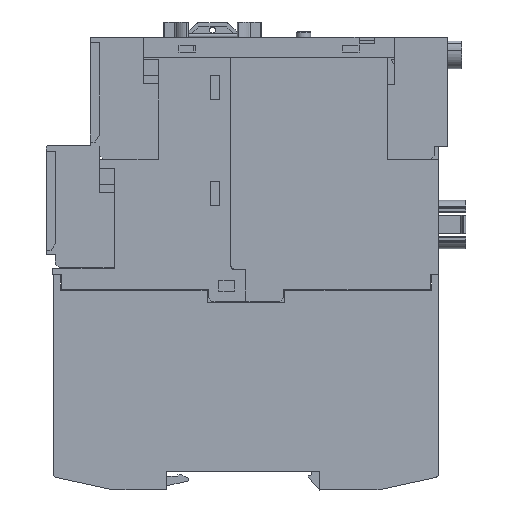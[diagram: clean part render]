
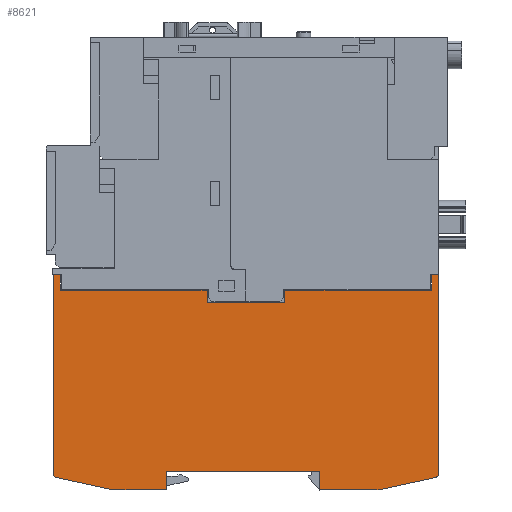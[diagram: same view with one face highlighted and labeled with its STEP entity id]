
A CAD part, left-side view. The second image highlights one B-rep face of the part: STEP entity #8621.
In plain terms, the highlighted planar face has unit normal (-1, 0, 0).
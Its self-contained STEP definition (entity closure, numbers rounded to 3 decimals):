
#8621=ADVANCED_FACE('',(#17887),#17888,.F.);
#17887=FACE_OUTER_BOUND('',#27668,.T.);
#17888=PLANE('',#27669);
#27668=EDGE_LOOP('',(#55434,#55435,#55436,#55437,#55438,#55439,#55440,#55441,#55442,#55443,#55444,#55445,#55446,#55447,#55448,#55449,#55450,#55451,#55452,#55453,#55454,#55455,#55456,#55457));
#27669=AXIS2_PLACEMENT_3D('',#55458,#55459,#55460);
#55434=ORIENTED_EDGE('',*,*,#68412,.T.);
#55435=ORIENTED_EDGE('',*,*,#68369,.T.);
#55436=ORIENTED_EDGE('',*,*,#70072,.T.);
#55437=ORIENTED_EDGE('',*,*,#70073,.T.);
#55438=ORIENTED_EDGE('',*,*,#70074,.T.);
#55439=ORIENTED_EDGE('',*,*,#70075,.T.);
#55440=ORIENTED_EDGE('',*,*,#70076,.T.);
#55441=ORIENTED_EDGE('',*,*,#70077,.T.);
#55442=ORIENTED_EDGE('',*,*,#70078,.T.);
#55443=ORIENTED_EDGE('',*,*,#70079,.T.);
#55444=ORIENTED_EDGE('',*,*,#70080,.T.);
#55445=ORIENTED_EDGE('',*,*,#70081,.T.);
#55446=ORIENTED_EDGE('',*,*,#70082,.T.);
#55447=ORIENTED_EDGE('',*,*,#70083,.F.);
#55448=ORIENTED_EDGE('',*,*,#70084,.T.);
#55449=ORIENTED_EDGE('',*,*,#70085,.T.);
#55450=ORIENTED_EDGE('',*,*,#70086,.T.);
#55451=ORIENTED_EDGE('',*,*,#70087,.T.);
#55452=ORIENTED_EDGE('',*,*,#70088,.T.);
#55453=ORIENTED_EDGE('',*,*,#70089,.T.);
#55454=ORIENTED_EDGE('',*,*,#70090,.T.);
#55455=ORIENTED_EDGE('',*,*,#70091,.F.);
#55456=ORIENTED_EDGE('',*,*,#70092,.T.);
#55457=ORIENTED_EDGE('',*,*,#70068,.T.);
#55458=CARTESIAN_POINT('',(0.1,58.272,28.736));
#55459=DIRECTION('',(1.0,0.0,0.0));
#55460=DIRECTION('',(0.0,0.0,-1.0));
#68369=EDGE_CURVE('',#84787,#84785,#84788,.T.);
#68412=EDGE_CURVE('',#84856,#84787,#84857,.T.);
#70068=EDGE_CURVE('',#87305,#84856,#87306,.T.);
#70072=EDGE_CURVE('',#84785,#87311,#87312,.T.);
#70073=EDGE_CURVE('',#87311,#87313,#87314,.T.);
#70074=EDGE_CURVE('',#87313,#87315,#87316,.T.);
#70075=EDGE_CURVE('',#87315,#87317,#87318,.T.);
#70076=EDGE_CURVE('',#87317,#87319,#87320,.T.);
#70077=EDGE_CURVE('',#87319,#87321,#87322,.T.);
#70078=EDGE_CURVE('',#87321,#87323,#87324,.T.);
#70079=EDGE_CURVE('',#87323,#87325,#87326,.T.);
#70080=EDGE_CURVE('',#87325,#87327,#87328,.T.);
#70081=EDGE_CURVE('',#87327,#87329,#87330,.T.);
#70082=EDGE_CURVE('',#87329,#87331,#87332,.T.);
#70083=EDGE_CURVE('',#87333,#87331,#87334,.T.);
#70084=EDGE_CURVE('',#87333,#87335,#87336,.T.);
#70085=EDGE_CURVE('',#87335,#87337,#87338,.T.);
#70086=EDGE_CURVE('',#87337,#87339,#87340,.T.);
#70087=EDGE_CURVE('',#87339,#87341,#87342,.T.);
#70088=EDGE_CURVE('',#87341,#87343,#87344,.T.);
#70089=EDGE_CURVE('',#87343,#87345,#87346,.T.);
#70090=EDGE_CURVE('',#87345,#87347,#87348,.T.);
#70091=EDGE_CURVE('',#87349,#87347,#87350,.T.);
#70092=EDGE_CURVE('',#87349,#87305,#87351,.T.);
#84785=VERTEX_POINT('',#108604);
#84787=VERTEX_POINT('',#108607);
#84788=LINE('',#108608,#108609);
#84856=VERTEX_POINT('',#108704);
#84857=LINE('',#108705,#108706);
#87305=VERTEX_POINT('',#112180);
#87306=LINE('',#112181,#112182);
#87311=VERTEX_POINT('',#112189);
#87312=LINE('',#112190,#112191);
#87313=VERTEX_POINT('',#112192);
#87314=LINE('',#112193,#112194);
#87315=VERTEX_POINT('',#112195);
#87316=LINE('',#112196,#112197);
#87317=VERTEX_POINT('',#112198);
#87318=LINE('',#112199,#112200);
#87319=VERTEX_POINT('',#112201);
#87320=LINE('',#112202,#112203);
#87321=VERTEX_POINT('',#112204);
#87322=LINE('',#112205,#112206);
#87323=VERTEX_POINT('',#112207);
#87324=LINE('',#112208,#112209);
#87325=VERTEX_POINT('',#112210);
#87326=LINE('',#112211,#112212);
#87327=VERTEX_POINT('',#112213);
#87328=LINE('',#112214,#112215);
#87329=VERTEX_POINT('',#112216);
#87330=LINE('',#112217,#112218);
#87331=VERTEX_POINT('',#112219);
#87332=LINE('',#112220,#112221);
#87333=VERTEX_POINT('',#112222);
#87334=CIRCLE('',#112223,0.8);
#87335=VERTEX_POINT('',#112224);
#87336=LINE('',#112225,#112226);
#87337=VERTEX_POINT('',#112227);
#87338=LINE('',#112228,#112229);
#87339=VERTEX_POINT('',#112230);
#87340=LINE('',#112231,#112232);
#87341=VERTEX_POINT('',#112233);
#87342=LINE('',#112234,#112235);
#87343=VERTEX_POINT('',#112236);
#87344=LINE('',#112237,#112238);
#87345=VERTEX_POINT('',#112239);
#87346=LINE('',#112240,#112241);
#87347=VERTEX_POINT('',#112242);
#87348=LINE('',#112243,#112244);
#87349=VERTEX_POINT('',#112245);
#87350=CIRCLE('',#112246,0.8);
#87351=LINE('',#112247,#112248);
#108604=CARTESIAN_POINT('',(0.1,8.7,57.15));
#108607=CARTESIAN_POINT('',(0.1,7.3,57.15));
#108608=CARTESIAN_POINT('',(0.1,33.299,57.15));
#108609=VECTOR('',#123750,1.0);
#108704=CARTESIAN_POINT('',(0.1,7.3,57.2));
#108705=CARTESIAN_POINT('',(0.1,7.3,55.043));
#108706=VECTOR('',#123805,1.0);
#112180=CARTESIAN_POINT('',(0.1,7.25,57.2));
#112181=CARTESIAN_POINT('',(0.1,7.25,57.2));
#112182=VECTOR('',#125411,1.0);
#112189=CARTESIAN_POINT('',(0.1,9.05,56.8));
#112190=CARTESIAN_POINT('',(0.1,8.65,57.2));
#112191=VECTOR('',#125414,1.0);
#112192=CARTESIAN_POINT('',(0.1,9.05,52.9));
#112193=CARTESIAN_POINT('',(0.1,9.05,56.8));
#112194=VECTOR('',#125415,1.0);
#112195=CARTESIAN_POINT('',(0.1,47.95,52.9));
#112196=CARTESIAN_POINT('',(0.1,9.05,52.9));
#112197=VECTOR('',#125416,1.0);
#112198=CARTESIAN_POINT('',(0.1,47.95,49.7));
#112199=CARTESIAN_POINT('',(0.1,47.95,52.9));
#112200=VECTOR('',#125417,1.0);
#112201=CARTESIAN_POINT('',(0.1,68.55,49.7));
#112202=CARTESIAN_POINT('',(0.1,47.95,49.7));
#112203=VECTOR('',#125418,1.0);
#112204=CARTESIAN_POINT('',(0.1,68.55,52.9));
#112205=CARTESIAN_POINT('',(0.1,68.55,49.7));
#112206=VECTOR('',#125419,1.0);
#112207=CARTESIAN_POINT('',(0.1,107.45,52.9));
#112208=CARTESIAN_POINT('',(0.1,68.55,52.9));
#112209=VECTOR('',#125420,1.0);
#112210=CARTESIAN_POINT('',(0.1,107.45,56.8));
#112211=CARTESIAN_POINT('',(0.1,107.45,52.9));
#112212=VECTOR('',#125421,1.0);
#112213=CARTESIAN_POINT('',(0.1,107.85,57.2));
#112214=CARTESIAN_POINT('',(0.1,107.45,56.8));
#112215=VECTOR('',#125422,1.0);
#112216=CARTESIAN_POINT('',(0.1,109.25,57.2));
#112217=CARTESIAN_POINT('',(0.1,107.85,57.2));
#112218=VECTOR('',#125423,1.0);
#112219=CARTESIAN_POINT('',(0.1,109.25,4.144));
#112220=CARTESIAN_POINT('',(0.1,109.25,57.2));
#112221=VECTOR('',#125424,1.0);
#112222=CARTESIAN_POINT('',(0.1,108.621,3.362));
#112223=AXIS2_PLACEMENT_3D('',#125425,#125426,#125427);
#112224=CARTESIAN_POINT('',(0.1,93.25,0.));
#112225=CARTESIAN_POINT('',(0.1,108.621,3.362));
#112226=VECTOR('',#125428,1.0);
#112227=CARTESIAN_POINT('',(0.1,79.25,0.));
#112228=CARTESIAN_POINT('',(0.1,93.25,0.));
#112229=VECTOR('',#125429,1.0);
#112230=CARTESIAN_POINT('',(0.1,79.25,5.));
#112231=CARTESIAN_POINT('',(0.1,79.25,0.));
#112232=VECTOR('',#125430,1.0);
#112233=CARTESIAN_POINT('',(0.1,38.75,5.));
#112234=CARTESIAN_POINT('',(0.1,79.25,5.));
#112235=VECTOR('',#125431,1.0);
#112236=CARTESIAN_POINT('',(0.1,38.75,0.));
#112237=CARTESIAN_POINT('',(0.1,38.75,5.));
#112238=VECTOR('',#125432,1.0);
#112239=CARTESIAN_POINT('',(0.1,23.25,0.));
#112240=CARTESIAN_POINT('',(0.1,38.75,0.));
#112241=VECTOR('',#125433,1.0);
#112242=CARTESIAN_POINT('',(0.1,7.879,3.362));
#112243=CARTESIAN_POINT('',(0.1,23.25,0.));
#112244=VECTOR('',#125434,1.0);
#112245=CARTESIAN_POINT('',(0.1,7.25,4.144));
#112246=AXIS2_PLACEMENT_3D('',#125435,#125436,#125437);
#112247=CARTESIAN_POINT('',(0.1,7.25,4.144));
#112248=VECTOR('',#125438,1.0);
#123750=DIRECTION('',(0.0,1.0,0.0));
#123805=DIRECTION('',(0.0,0.0,-1.0));
#125411=DIRECTION('',(0.0,1.0,0.0));
#125414=DIRECTION('',(0.0,0.707,-0.707));
#125415=DIRECTION('',(0.0,0.0,-1.0));
#125416=DIRECTION('',(0.0,1.0,0.0));
#125417=DIRECTION('',(0.0,0.0,-1.0));
#125418=DIRECTION('',(0.0,1.0,0.0));
#125419=DIRECTION('',(0.0,0.0,1.0));
#125420=DIRECTION('',(0.0,1.0,0.0));
#125421=DIRECTION('',(0.0,0.0,1.0));
#125422=DIRECTION('',(0.0,0.707,0.707));
#125423=DIRECTION('',(0.0,1.0,0.0));
#125424=DIRECTION('',(0.0,0.0,-1.0));
#125425=CARTESIAN_POINT('',(0.1,108.45,4.144));
#125426=DIRECTION('',(1.0,0.0,0.0));
#125427=DIRECTION('',(0.0,0.214,-0.977));
#125428=DIRECTION('',(0.0,-0.977,-0.214));
#125429=DIRECTION('',(0.0,-1.0,0.0));
#125430=DIRECTION('',(0.0,0.0,1.0));
#125431=DIRECTION('',(0.0,-1.0,0.0));
#125432=DIRECTION('',(0.0,0.0,-1.0));
#125433=DIRECTION('',(0.0,-1.0,0.0));
#125434=DIRECTION('',(0.0,-0.977,0.214));
#125435=CARTESIAN_POINT('',(0.1,8.05,4.144));
#125436=DIRECTION('',(1.0,0.0,0.0));
#125437=DIRECTION('',(0.0,-1.0,0.));
#125438=DIRECTION('',(0.0,0.0,1.0));
